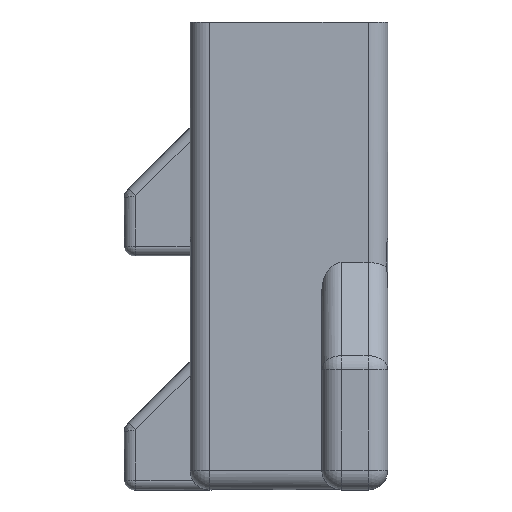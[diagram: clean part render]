
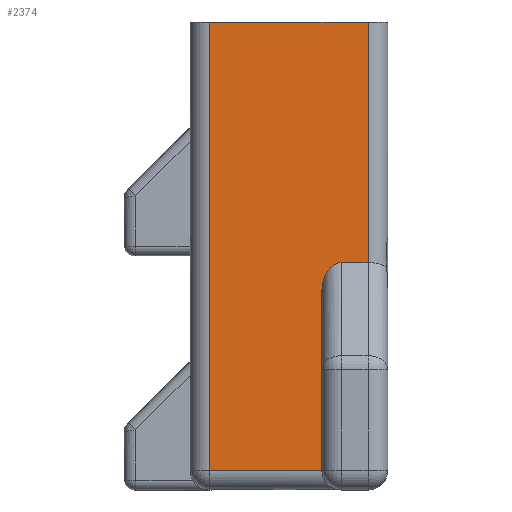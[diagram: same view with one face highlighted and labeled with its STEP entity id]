
A CAD part, left-side view. The second image highlights one B-rep face of the part: STEP entity #2374.
In plain terms, the highlighted planar face has unit normal (-1, 0, 0).
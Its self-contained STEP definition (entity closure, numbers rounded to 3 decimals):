
#34 = VECTOR ( 'NONE', #2176, 1000. ) ;
#137 = ORIENTED_EDGE ( 'NONE', *, *, #4912, .F. ) ;
#273 = VERTEX_POINT ( 'NONE', #1639 ) ;
#348 = VECTOR ( 'NONE', #2734, 1000. ) ;
#481 = DIRECTION ( 'NONE',  ( 0., 0., -1. ) ) ;
#527 =( BOUNDED_CURVE ( )  B_SPLINE_CURVE ( 3, ( #4623, #2302, #760, #1150 ),
 .UNSPECIFIED., .F., .F. ) 
 B_SPLINE_CURVE_WITH_KNOTS ( ( 4, 4 ),
 ( 1.571, 3.142 ),
 .UNSPECIFIED. ) 
 CURVE ( )  GEOMETRIC_REPRESENTATION_ITEM ( )  RATIONAL_B_SPLINE_CURVE ( ( 1., 0.805, 0.805, 1. ) ) 
 REPRESENTATION_ITEM ( '' )  );
#551 = DIRECTION ( 'NONE',  ( 0., 1., 0. ) ) ;
#751 = VERTEX_POINT ( 'NONE', #1711 ) ;
#760 = CARTESIAN_POINT ( 'NONE',  ( -21., 4.379, -0.5 ) ) ;
#768 = EDGE_CURVE ( 'NONE', #3522, #1083, #4252, .T. ) ;
#780 = DIRECTION ( 'NONE',  ( 0., 0., 1. ) ) ;
#990 = EDGE_CURVE ( 'NONE', #4341, #4219, #1878, .T. ) ;
#1083 = VERTEX_POINT ( 'NONE', #1422 ) ;
#1110 = CARTESIAN_POINT ( 'NONE',  ( -21., 1.5, 17.75 ) ) ;
#1131 = CARTESIAN_POINT ( 'NONE',  ( -21., 5., -16.25 ) ) ;
#1132 = ORIENTED_EDGE ( 'NONE', *, *, #4828, .T. ) ;
#1150 = CARTESIAN_POINT ( 'NONE',  ( -21., 3.5, -0.5 ) ) ;
#1176 = ORIENTED_EDGE ( 'NONE', *, *, #3806, .T. ) ;
#1312 = DIRECTION ( 'NONE',  ( 0., 1., 0. ) ) ;
#1409 = PLANE ( 'NONE',  #4649 ) ;
#1422 = CARTESIAN_POINT ( 'NONE',  ( -21., 3.5, -0.5 ) ) ;
#1495 = ORIENTED_EDGE ( 'NONE', *, *, #4511, .T. ) ;
#1507 = FACE_OUTER_BOUND ( 'NONE', #2172, .T. ) ;
#1621 = CARTESIAN_POINT ( 'NONE',  ( -21., 5., 0. ) ) ;
#1628 = VECTOR ( 'NONE', #481, 1000. ) ;
#1639 = CARTESIAN_POINT ( 'NONE',  ( -21., 5., -2.621 ) ) ;
#1711 = CARTESIAN_POINT ( 'NONE',  ( -21., 5., -16.25 ) ) ;
#1735 = CARTESIAN_POINT ( 'NONE',  ( -21., 0., 17.75 ) ) ;
#1819 = LINE ( 'NONE', #1621, #1628 ) ;
#1878 = LINE ( 'NONE', #4911, #34 ) ;
#1902 = CARTESIAN_POINT ( 'NONE',  ( -21., 1.5, 17.75 ) ) ;
#2003 = VECTOR ( 'NONE', #551, 1000. ) ;
#2163 = DIRECTION ( 'NONE',  ( 0., 0., 1. ) ) ;
#2172 = EDGE_LOOP ( 'NONE', ( #4868, #1132, #1495, #2538, #1176, #137, #2846 ) ) ;
#2176 = DIRECTION ( 'NONE',  ( 0., 0., -1. ) ) ;
#2302 = CARTESIAN_POINT ( 'NONE',  ( -21., 5., -1.379 ) ) ;
#2374 = ADVANCED_FACE ( 'NONE', ( #1507 ), #1409, .T. ) ;
#2487 = LINE ( 'NONE', #1735, #3780 ) ;
#2530 = EDGE_CURVE ( 'NONE', #273, #1083, #527, .T. ) ;
#2538 = ORIENTED_EDGE ( 'NONE', *, *, #990, .T. ) ;
#2683 = LINE ( 'NONE', #1131, #348 ) ;
#2734 = DIRECTION ( 'NONE',  ( 0., -1., 0. ) ) ;
#2846 = ORIENTED_EDGE ( 'NONE', *, *, #2530, .T. ) ;
#2851 = VECTOR ( 'NONE', #780, 1000. ) ;
#3364 = CARTESIAN_POINT ( 'NONE',  ( -21., 1.5, -0.5 ) ) ;
#3522 = VERTEX_POINT ( 'NONE', #3364 ) ;
#3696 = DIRECTION ( 'NONE',  ( -1., 0., 0. ) ) ;
#3780 = VECTOR ( 'NONE', #1312, 1000. ) ;
#3806 = EDGE_CURVE ( 'NONE', #4219, #751, #2683, .T. ) ;
#3943 = CARTESIAN_POINT ( 'NONE',  ( -21., 13.5, 17.75 ) ) ;
#4111 = CARTESIAN_POINT ( 'NONE',  ( -21., 0., -0.5 ) ) ;
#4219 = VERTEX_POINT ( 'NONE', #5037 ) ;
#4252 = LINE ( 'NONE', #4111, #2003 ) ;
#4341 = VERTEX_POINT ( 'NONE', #3943 ) ;
#4373 = LINE ( 'NONE', #1110, #2851 ) ;
#4497 = CARTESIAN_POINT ( 'NONE',  ( -21., 0., 0. ) ) ;
#4511 = EDGE_CURVE ( 'NONE', #4817, #4341, #2487, .T. ) ;
#4623 = CARTESIAN_POINT ( 'NONE',  ( -21., 5., -2.621 ) ) ;
#4649 = AXIS2_PLACEMENT_3D ( 'NONE', #4497, #3696, #2163 ) ;
#4817 = VERTEX_POINT ( 'NONE', #1902 ) ;
#4828 = EDGE_CURVE ( 'NONE', #3522, #4817, #4373, .T. ) ;
#4868 = ORIENTED_EDGE ( 'NONE', *, *, #768, .F. ) ;
#4911 = CARTESIAN_POINT ( 'NONE',  ( -21., 13.5, 0. ) ) ;
#4912 = EDGE_CURVE ( 'NONE', #273, #751, #1819, .T. ) ;
#5037 = CARTESIAN_POINT ( 'NONE',  ( -21., 13.5, -16.25 ) ) ;
